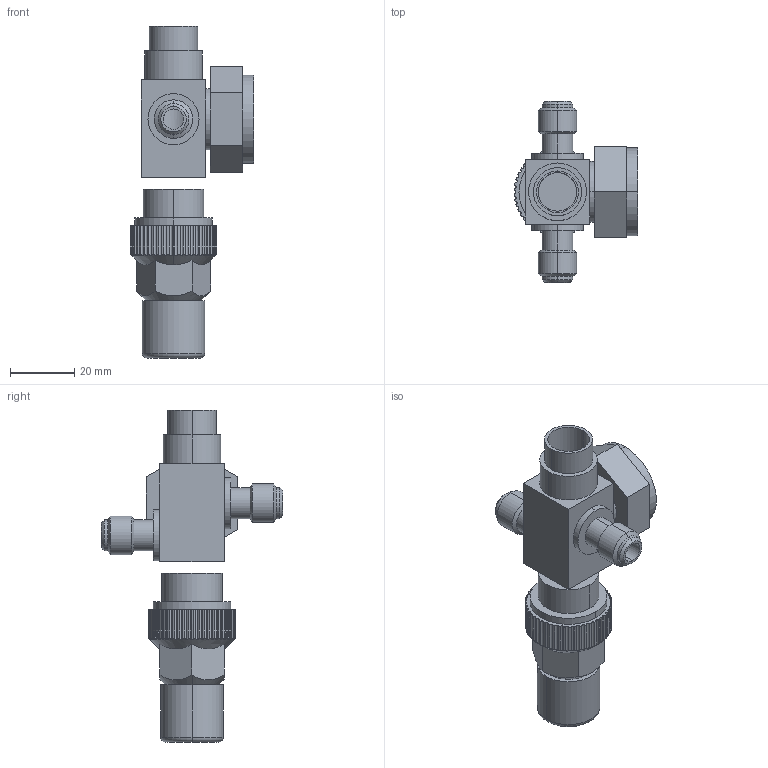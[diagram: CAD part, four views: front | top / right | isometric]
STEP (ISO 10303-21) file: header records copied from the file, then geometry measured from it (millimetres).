
FILE_DESCRIPTION((''),'2;1');
FILE_NAME('6804507V10_ASM','2023-04-04T11:04:57',('U375483'),('DANFOSS COMMERCIAL COMPRESSOR'),'CREO PARAMETRIC BY PTC INC, 2022124','CREO PARAMETRIC BY PTC INC, 2022124','');
FILE_SCHEMA(('CONFIG_CONTROL_DESIGN'));
Length unit declared in the file: millimetre
Products named in the file (8): EXTRUDE13; FILLET4_1; CUT-EXTRUDE3; EXTRUDE-THIN5; EXTRUDE12; REVOLVE1; 6804507V10P01_ASM; 6804507V10_ASM
Assembly tree (7 placements, depth 3):
  6804507V10_ASM
    6804507V10P01_ASM
      EXTRUDE13
      FILLET4_1
      CUT-EXTRUDE3
      EXTRUDE-THIN5
      EXTRUDE12
      REVOLVE1
Bounding box: 38.49 x 56.4 x 103.35 mm (x, y, z)
Volume: 37152.1 mm3; surface area: 17993.6 mm2
Topology: 6 solids, 6 shells, 229 faces, 616 edges, 410 vertices
Faces by surface type: cylinder 171, plane 40, cone 16, torus 2
Entity records: 8252 total; most frequent: CARTESIAN_POINT 2177, DIRECTION 1320, ORIENTED_EDGE 1232, EDGE_CURVE 616, AXIS2_PLACEMENT_3D 549, VERTEX_POINT 410, CIRCLE 299, EDGE_LOOP 246
